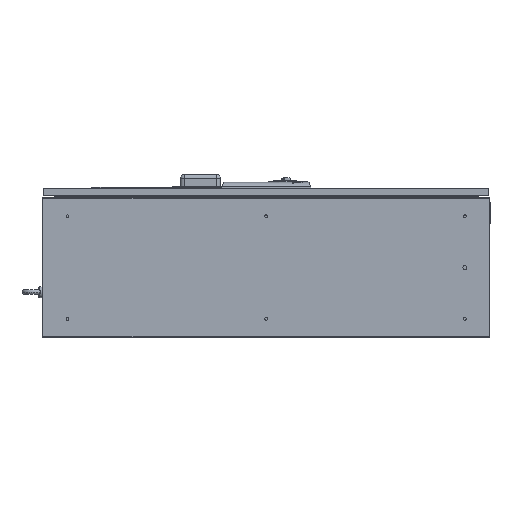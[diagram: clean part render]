
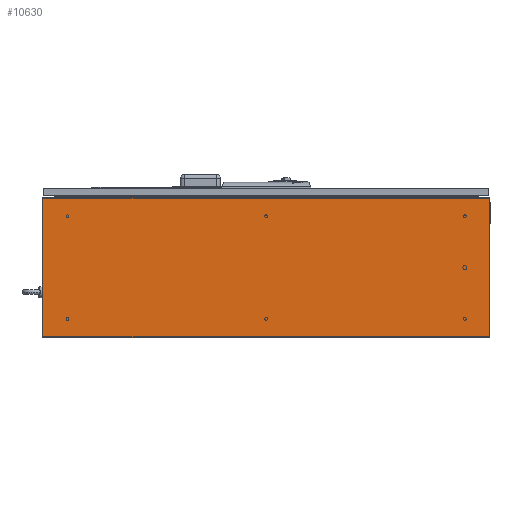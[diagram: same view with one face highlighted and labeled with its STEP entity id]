
A CAD part, left-side view. The second image highlights one B-rep face of the part: STEP entity #10630.
In plain terms, the highlighted planar face has unit normal (-1, 0, 0).
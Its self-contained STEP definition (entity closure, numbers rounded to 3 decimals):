
#350 = DIRECTION ( 'NONE',  ( 0., -1., 0. ) ) ;
#1610 = DIRECTION ( 'NONE',  ( 0., 0., -1. ) ) ;
#1651 = VECTOR ( 'NONE', #2005, 1000. ) ;
#2005 = DIRECTION ( 'NONE',  ( 0., 0., 1. ) ) ;
#2758 = VECTOR ( 'NONE', #350, 1000. ) ;
#4073 = DIRECTION ( 'NONE',  ( 1., 0., 0. ) ) ;
#5248 = EDGE_LOOP ( 'NONE', ( #22139, #23104, #13733, #11405 ) ) ;
#5528 = EDGE_CURVE ( 'NONE', #5901, #25347, #22487, .T. ) ;
#5901 = VERTEX_POINT ( 'NONE', #19625 ) ;
#7449 = EDGE_CURVE ( 'NONE', #22665, #23546, #11606, .T. ) ;
#9192 = CARTESIAN_POINT ( 'NONE',  ( -300., 0., -197. ) ) ;
#9387 = VECTOR ( 'NONE', #10780, 1000. ) ;
#9959 = CARTESIAN_POINT ( 'NONE',  ( -300., 1200., -197. ) ) ;
#10630 = ADVANCED_FACE ( 'NONE', ( #21655 ), #22041, .F. ) ;
#10780 = DIRECTION ( 'NONE',  ( 0., -1., 0. ) ) ;
#11405 = ORIENTED_EDGE ( 'NONE', *, *, #13934, .T. ) ;
#11606 = LINE ( 'NONE', #22344, #2758 ) ;
#12074 = CARTESIAN_POINT ( 'NONE',  ( -300., 0., 0. ) ) ;
#12199 = LINE ( 'NONE', #12074, #1651 ) ;
#13733 = ORIENTED_EDGE ( 'NONE', *, *, #7449, .T. ) ;
#13934 = EDGE_CURVE ( 'NONE', #23546, #25347, #12199, .T. ) ;
#14069 = VECTOR ( 'NONE', #25501, 1000. ) ;
#15379 = LINE ( 'NONE', #17115, #14069 ) ;
#17115 = CARTESIAN_POINT ( 'NONE',  ( -300., 1200., -197. ) ) ;
#18554 = CARTESIAN_POINT ( 'NONE',  ( -300., 1200., 177.5 ) ) ;
#19612 = EDGE_CURVE ( 'NONE', #22665, #5901, #15379, .T. ) ;
#19625 = CARTESIAN_POINT ( 'NONE',  ( -300., 1200., 177.5 ) ) ;
#21655 = FACE_OUTER_BOUND ( 'NONE', #5248, .T. ) ;
#22041 = PLANE ( 'NONE',  #22201 ) ;
#22139 = ORIENTED_EDGE ( 'NONE', *, *, #5528, .F. ) ;
#22201 = AXIS2_PLACEMENT_3D ( 'NONE', #9959, #4073, #1610 ) ;
#22344 = CARTESIAN_POINT ( 'NONE',  ( -300., 1200., -197. ) ) ;
#22487 = LINE ( 'NONE', #18554, #9387 ) ;
#22665 = VERTEX_POINT ( 'NONE', #24816 ) ;
#23104 = ORIENTED_EDGE ( 'NONE', *, *, #19612, .F. ) ;
#23546 = VERTEX_POINT ( 'NONE', #9192 ) ;
#24816 = CARTESIAN_POINT ( 'NONE',  ( -300., 1200., -197. ) ) ;
#24866 = CARTESIAN_POINT ( 'NONE',  ( -300., 0., 177.5 ) ) ;
#25347 = VERTEX_POINT ( 'NONE', #24866 ) ;
#25501 = DIRECTION ( 'NONE',  ( 0., 0., 1. ) ) ;
